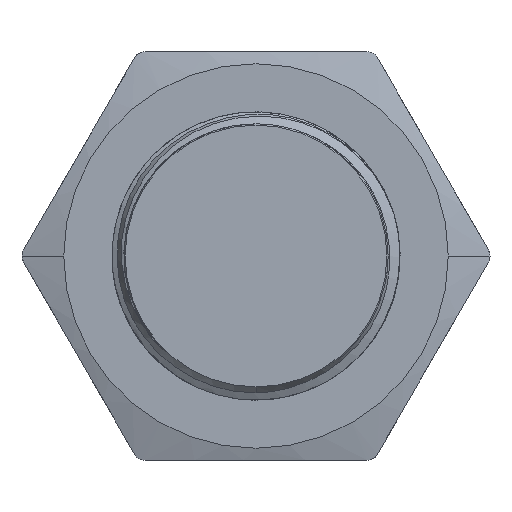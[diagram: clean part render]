
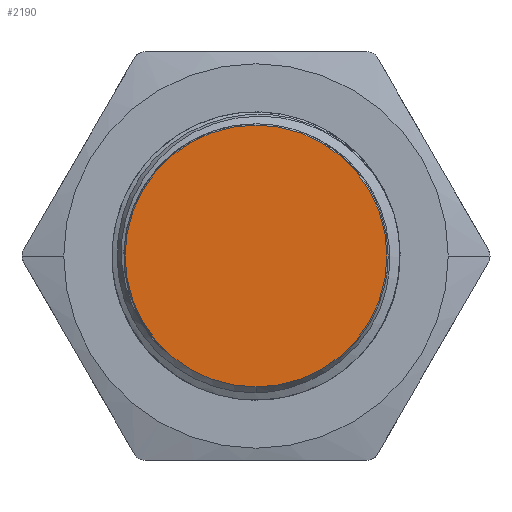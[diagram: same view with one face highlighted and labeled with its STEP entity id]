
A CAD part, front view. The second image highlights one B-rep face of the part: STEP entity #2190.
In plain terms, the highlighted planar face has unit normal (0, -1, 0).
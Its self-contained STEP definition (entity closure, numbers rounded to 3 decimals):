
#443=PLANE('',#11858);
#2190=ADVANCED_FACE('',(#3102),#443,.F.);
#3102=FACE_OUTER_BOUND('',#3709,.T.);
#3709=EDGE_LOOP('',(#7120,#7121));
#3790=CIRCLE('',#11856,5.45);
#3791=CIRCLE('',#11857,5.45);
#7120=ORIENTED_EDGE('',*,*,#10131,.F.);
#7121=ORIENTED_EDGE('',*,*,#10132,.F.);
#8409=VERTEX_POINT('',#33108);
#8410=VERTEX_POINT('',#33109);
#10131=EDGE_CURVE('',#8409,#8410,#3790,.T.);
#10132=EDGE_CURVE('',#8410,#8409,#3791,.T.);
#11856=AXIS2_PLACEMENT_3D('',#33107,#13529,#13530);
#11857=AXIS2_PLACEMENT_3D('',#33110,#13531,#13532);
#11858=AXIS2_PLACEMENT_3D('',#33111,#13533,#13534);
#13529=DIRECTION('',(0.,1.,0.));
#13530=DIRECTION('',(0.,0.,-1.));
#13531=DIRECTION('',(0.,1.,0.));
#13532=DIRECTION('',(0.,0.,1.));
#13533=DIRECTION('',(0.,1.,0.));
#13534=DIRECTION('',(1.,0.,0.));
#33107=CARTESIAN_POINT('',(0.,6.,0.));
#33108=CARTESIAN_POINT('',(0.,6.,-5.45));
#33109=CARTESIAN_POINT('',(0.,6.,5.45));
#33110=CARTESIAN_POINT('',(0.,6.,0.));
#33111=CARTESIAN_POINT('',(0.,6.,0.));
